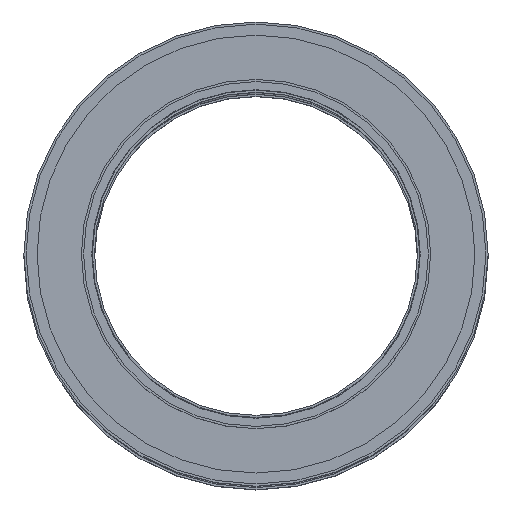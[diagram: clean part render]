
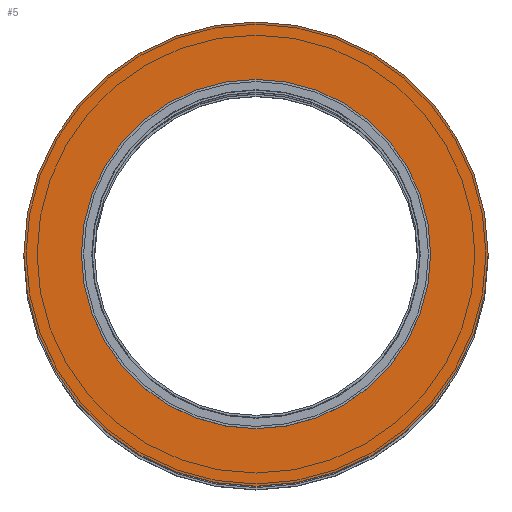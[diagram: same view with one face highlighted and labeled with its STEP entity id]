
A CAD part, top view. The second image highlights one B-rep face of the part: STEP entity #5.
In plain terms, the highlighted planar face has unit normal (0, 0, 1).
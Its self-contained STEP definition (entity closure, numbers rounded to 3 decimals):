
#1 = EDGE_CURVE ( 'NONE', #57, #58, #416, .T. ) ;
#2 = ORIENTED_EDGE ( 'NONE', *, *, #49, .T. ) ;
#3 = ORIENTED_EDGE ( 'NONE', *, *, #1, .T. ) ;
#4 = EDGE_LOOP ( 'NONE', ( #2, #3 ) ) ;
#5 = ADVANCED_FACE ( 'NONE', ( #417, #479 ), #478, .T. ) ;
#41 = VERTEX_POINT ( 'NONE', #491 ) ;
#44 = VERTEX_POINT ( 'NONE', #486 ) ;
#48 = EDGE_CURVE ( 'NONE', #41, #44, #484, .T. ) ;
#49 = EDGE_CURVE ( 'NONE', #58, #57, #541, .T. ) ;
#57 = VERTEX_POINT ( 'NONE', #527 ) ;
#58 = VERTEX_POINT ( 'NONE', #521 ) ;
#124 = ORIENTED_EDGE ( 'NONE', *, *, #48, .F. ) ;
#125 = ORIENTED_EDGE ( 'NONE', *, *, #141, .F. ) ;
#141 = EDGE_CURVE ( 'NONE', #44, #41, #719, .T. ) ;
#412 = DIRECTION ( 'NONE',  ( 1., 0., 0. ) ) ;
#413 = DIRECTION ( 'NONE',  ( 0., 0., 1. ) ) ;
#414 = CARTESIAN_POINT ( 'NONE',  ( 0., 0., 500. ) ) ;
#415 = AXIS2_PLACEMENT_3D ( 'NONE', #414, #413, #412 ) ;
#416 = CIRCLE ( 'NONE', #415, 106. ) ;
#417 = FACE_OUTER_BOUND ( 'NONE', #4, .T. ) ;
#474 = DIRECTION ( 'NONE',  ( 1., 0., 0. ) ) ;
#475 = DIRECTION ( 'NONE',  ( 0., 0., 1. ) ) ;
#476 = AXIS2_PLACEMENT_3D ( 'NONE', #477, #475, #474 ) ;
#477 = CARTESIAN_POINT ( 'NONE',  ( 0., 79.75, 500. ) ) ;
#478 = PLANE ( 'NONE',  #476 ) ;
#479 = FACE_BOUND ( 'NONE', #1350, .T. ) ;
#480 = DIRECTION ( 'NONE',  ( 1., 0., 0. ) ) ;
#481 = DIRECTION ( 'NONE',  ( 0., 0., 1. ) ) ;
#482 = CARTESIAN_POINT ( 'NONE',  ( 0., 0., 500. ) ) ;
#483 = AXIS2_PLACEMENT_3D ( 'NONE', #482, #481, #480 ) ;
#484 = CIRCLE ( 'NONE', #483, 79.75 ) ;
#486 = CARTESIAN_POINT ( 'NONE',  ( -79.75, 0., 500. ) ) ;
#491 = CARTESIAN_POINT ( 'NONE',  ( 79.75, 0., 500. ) ) ;
#521 = CARTESIAN_POINT ( 'NONE',  ( 106., 0., 500. ) ) ;
#527 = CARTESIAN_POINT ( 'NONE',  ( -106., 0., 500. ) ) ;
#537 = DIRECTION ( 'NONE',  ( 1., 0., 0. ) ) ;
#538 = DIRECTION ( 'NONE',  ( 0., 0., 1. ) ) ;
#539 = CARTESIAN_POINT ( 'NONE',  ( 0., 0., 500. ) ) ;
#540 = AXIS2_PLACEMENT_3D ( 'NONE', #539, #538, #537 ) ;
#541 = CIRCLE ( 'NONE', #540, 106. ) ;
#711 = DIRECTION ( 'NONE',  ( 1., 0., 0. ) ) ;
#712 = DIRECTION ( 'NONE',  ( 0., 0., 1. ) ) ;
#713 = CARTESIAN_POINT ( 'NONE',  ( 0., 0., 500. ) ) ;
#714 = AXIS2_PLACEMENT_3D ( 'NONE', #713, #712, #711 ) ;
#719 = CIRCLE ( 'NONE', #714, 79.75 ) ;
#1350 = EDGE_LOOP ( 'NONE', ( #124, #125 ) ) ;
